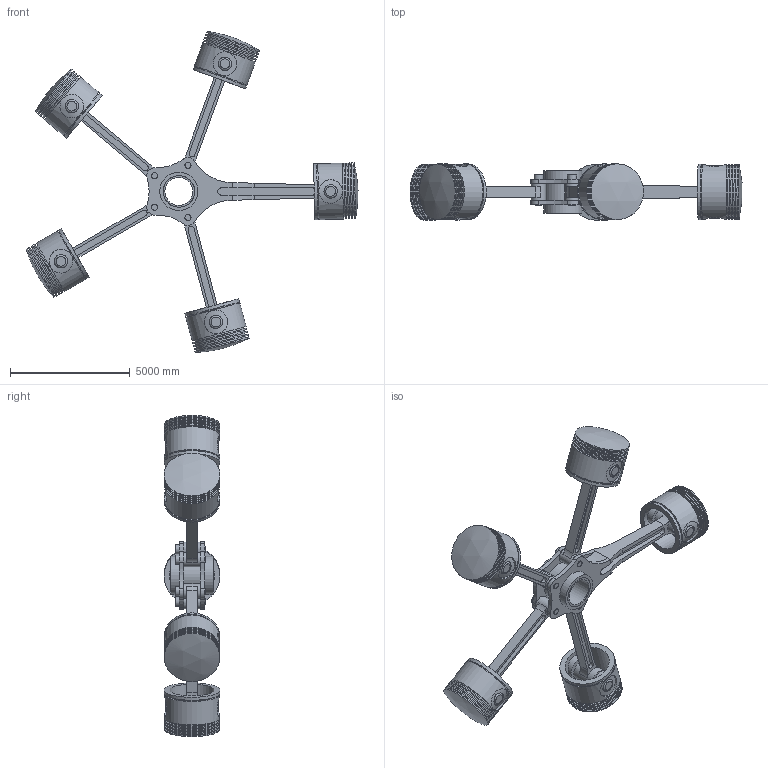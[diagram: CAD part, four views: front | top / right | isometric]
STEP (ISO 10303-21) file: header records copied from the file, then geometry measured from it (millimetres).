
FILE_DESCRIPTION(/* description */ (''),/* implementation_level */ '2;1');
FILE_NAME(/* name */ 'Radial Engine.stp',/* time_stamp */ '2020-03-18T09:40:28-05:00',/* author */ ('bdean'),/* organization */ (''),/* preprocessor_version */ 'ST-DEVELOPER v18',/* originating_system */ 'Autodesk Inventor 2020',/* authorisation */ '');
FILE_SCHEMA (('AUTOMOTIVE_DESIGN { 1 0 10303 214 3 1 1 }'));
Length unit declared in the file: inch
Products named in the file (10): Radial Engine; Master Rod; Articulated Rod; Master Rod Bearing; Rod Bush Upper; Rod Bush Lower; Piston; Link Pin; Piston Pin; Piston Pin Plug
Assembly tree (39 placements, depth 2):
  Radial Engine
    Master Rod
    Articulated Rod  x4
    Master Rod Bearing
    Rod Bush Upper  x5
    Rod Bush Lower  x4
    Piston  x5
    Link Pin  x4
    Piston Pin  x5
    Piston Pin Plug  x10
Bounding box: 13889.41 x 2336.8 x 13438.21 mm (x, y, z)
Volume: 27129267425.7 mm3; surface area: 406909846.4 mm2
Topology: 39 solids, 39 shells, 471 faces, 1151 edges, 862 vertices
Faces by surface type: cylinder 240, plane 216, torus 10, sphere 5
Full cylindrical faces by diameter (mm): 254 x12, 279.4 x15, 304.8 x4, 381 x12, 558.8 x20, 609.6 x14, 889 x5, 990.6 x20, 1168.4 x1, 1320.8 x2, 1600.2 x2, 1879.6 x5, 2133.6 x20, 2159 x5, 2336.8 x30
Entity records: 6477 total; most frequent: CARTESIAN_POINT 1903, DIRECTION 1003, ORIENTED_EDGE 772, AXIS2_PLACEMENT_3D 434, EDGE_CURVE 386, VERTEX_POINT 278, CIRCLE 224, EDGE_LOOP 208
